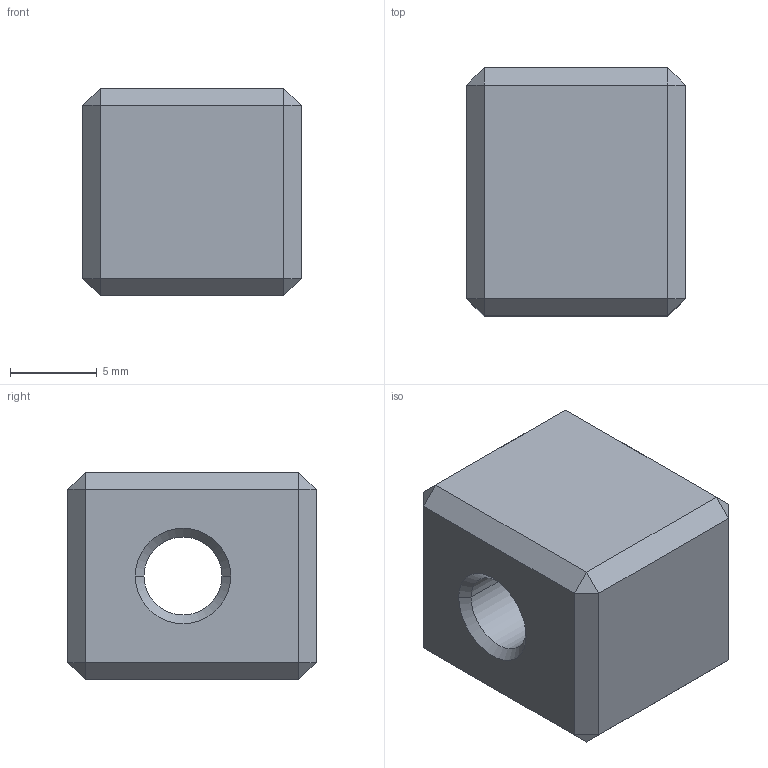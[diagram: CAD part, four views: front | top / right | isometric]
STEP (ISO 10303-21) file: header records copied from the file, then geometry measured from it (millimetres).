
FILE_DESCRIPTION (( 'STEP AP203' ), '1' );
FILE_NAME ('101.11.27_D_3D-Zeichnung.STEP', '2024-03-19T07:23:00', ( '' ), ( '' ), 'SwSTEP 2.0', 'SolidWorks 2023', '' );
FILE_SCHEMA (( 'CONFIG_CONTROL_DESIGN' ));
Length unit declared in the file: metre
Products named in the file (3): _____M____27.STEP; 403.11.27_D_3D-Zeichnung.STEP; 101.11.27_D_3D-Zeichnung
Assembly tree (2 placements, depth 3):
  101.11.27_D_3D-Zeichnung
    403.11.27_D_3D-Zeichnung.STEP
      _____M____27.STEP
Bounding box: 12.6 x 14.32 x 12 mm (x, y, z)
Volume: 1732.5 mm3; surface area: 1097.7 mm2
Topology: 1 solids, 1 shells, 35 faces, 68 edges, 36 vertices
Faces by surface type: plane 27, cone 4, cylinder 4
Entity records: 1163 total; most frequent: DIRECTION 162, CARTESIAN_POINT 145, ORIENTED_EDGE 136, EDGE_CURVE 68, VECTOR 56, LINE 56, AXIS2_PLACEMENT_3D 53, EDGE_LOOP 38
